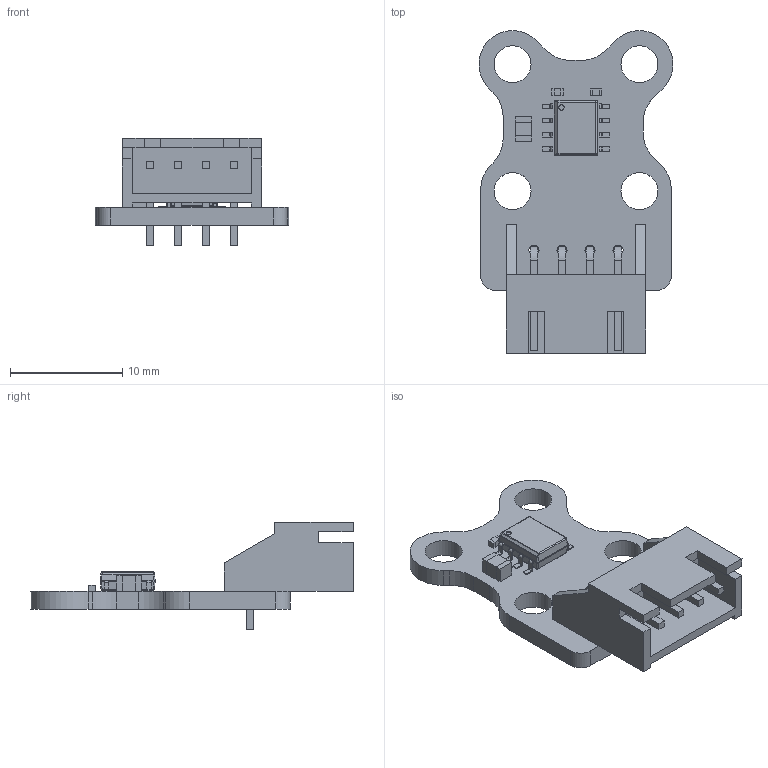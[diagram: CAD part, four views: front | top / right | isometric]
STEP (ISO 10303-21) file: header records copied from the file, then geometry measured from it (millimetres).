
FILE_DESCRIPTION(('Open CASCADE Model'),'2;1');
FILE_NAME('Open CASCADE Shape Model','2021-05-19T18:05:02',('Author'),( 'Open CASCADE'),'Open CASCADE STEP processor 6.8','Open CASCADE 6.8' ,'Unknown');
FILE_SCHEMA(('AUTOMOTIVE_DESIGN { 1 0 10303 214 1 1 1 1 }'));
Length unit declared in the file: millimetre
Products named in the file (27): PCB; Board; Open CASCADE STEP translator 6.8 38.1.1; P1; S4B-XH-A; U3; 7644434816; Open_CASCADE_STEP_translator_6.8_32.1; Body; Open_CASCADE_STEP_translator_6.8_32.2.1; Leader; R4; 5940606752; Mid_Body; Terminal; Open_CASCADE_STEP_translator_6.8_9.2.1; Mark; C11; 9878854192; Extruded; 9878845072; C10; 6008157184; 6008156864
Assembly tree (36 placements, depth 5):
  PCB
    Board
      Open CASCADE STEP translator 6.8 38.1.1
    P1
      S4B-XH-A
    U3
      7644434816
        Open_CASCADE_STEP_translator_6.8_32.1
        Body
          Open_CASCADE_STEP_translator_6.8_32.2.1
        Leader  x8
    R4
      5940606752
        Mid_Body
        Terminal  x2
          Open_CASCADE_STEP_translator_6.8_9.2.1
        Mark
    C11
      9878854192  x2
        Extruded
      9878845072
        Extruded
    C10
      6008157184
        Extruded
      6008156864  x2
        Extruded
Bounding box: 17.29 x 28.77 x 9.55 mm (x, y, z)
Volume: 867.8 mm3; surface area: 1702.6 mm2
Topology: 21 solids, 22 shells, 433 faces, 964 edges, 573 vertices
Faces by surface type: plane 323, cylinder 92, sphere 10, bspline 8
Full cylindrical faces by diameter (mm): 0.487 x1, 0.9 x4, 3.302 x4
Entity records: 8905 total; most frequent: CARTESIAN_POINT 2017, DIRECTION 1235, ORIENTED_EDGE 1195, EDGE_CURVE 598, LINE 469, VECTOR 469, AXIS2_PLACEMENT_3D 383, VERTEX_POINT 373
